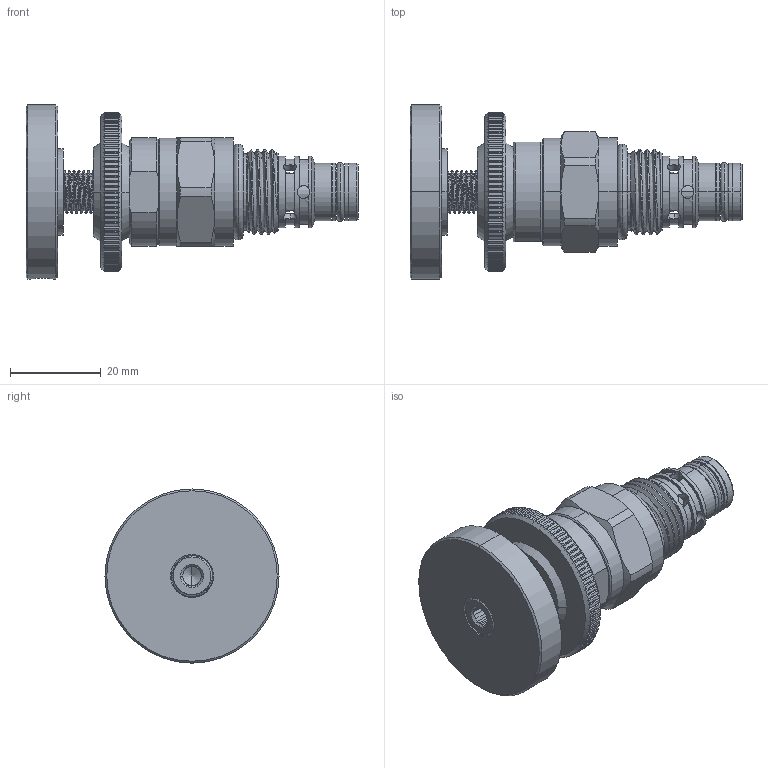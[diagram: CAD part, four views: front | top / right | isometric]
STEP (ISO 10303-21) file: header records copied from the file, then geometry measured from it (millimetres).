
FILE_DESCRIPTION (( 'STEP AP203' ), '1' );
FILE_NAME ('NV08W20-B.STEP', '2016-07-05T05:44:36', ( '' ), ( '' ), 'SwSTEP 2.0', 'SolidWorks 2012', '' );
FILE_SCHEMA (( 'CONFIG_CONTROL_DESIGN' ));
Length unit declared in the file: millimetre
Products named in the file (1): NV08W20-B
Bounding box: 73.24 x 38.4 x 38.4 mm (x, y, z)
Volume: 28866.9 mm3; surface area: 12860.5 mm2
Topology: 7 solids, 7 shells, 659 faces, 1883 edges, 1235 vertices
Faces by surface type: cylinder 290, plane 275, cone 56, bspline 28, torus 10
Entity records: 42513 total; most frequent: CARTESIAN_POINT 26859, ORIENTED_EDGE 3758, DIRECTION 2722, EDGE_CURVE 1879, VERTEX_POINT 1235, AXIS2_PLACEMENT_3D 1051, EDGE_LOOP 688, ADVANCED_FACE 659
